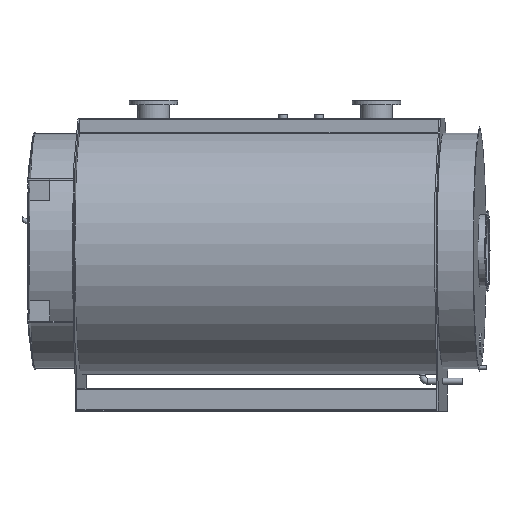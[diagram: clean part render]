
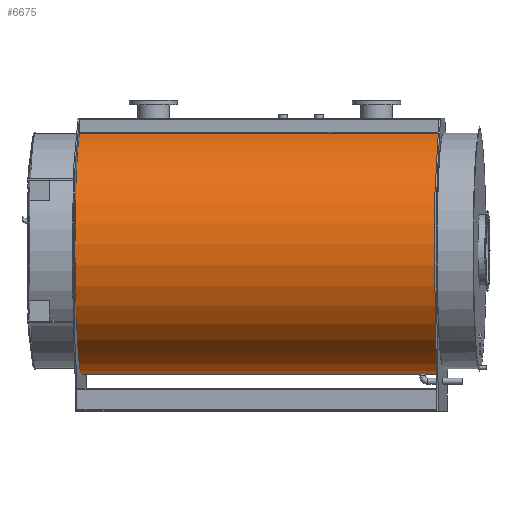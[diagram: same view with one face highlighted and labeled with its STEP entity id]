
A CAD part, top view. The second image highlights one B-rep face of the part: STEP entity #6675.
In plain terms, the highlighted cylindrical face has radius 860 mm (diameter 1720 mm), a partial arc.
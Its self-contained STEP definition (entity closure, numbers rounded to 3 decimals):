
#172=CYLINDRICAL_SURFACE('',#7204,860.);
#307=CIRCLE('',#7042,860.);
#355=CIRCLE('',#7138,860.);
#696=FACE_OUTER_BOUND('',#1032,.T.);
#1032=EDGE_LOOP('',(#4928,#4929,#4930,#4931));
#1534=LINE('',#10633,#2181);
#1535=LINE('',#10635,#2182);
#2181=VECTOR('',#8293,10.);
#2182=VECTOR('',#8296,10.);
#2644=VERTEX_POINT('',#9746);
#2645=VERTEX_POINT('',#9748);
#2793=VERTEX_POINT('',#10431);
#2794=VERTEX_POINT('',#10433);
#3340=EDGE_CURVE('',#2645,#2644,#307,.T.);
#3543=EDGE_CURVE('',#2794,#2793,#355,.T.);
#3635=EDGE_CURVE('',#2644,#2794,#1534,.T.);
#3636=EDGE_CURVE('',#2793,#2645,#1535,.T.);
#4928=ORIENTED_EDGE('',*,*,#3340,.T.);
#4929=ORIENTED_EDGE('',*,*,#3635,.T.);
#4930=ORIENTED_EDGE('',*,*,#3543,.T.);
#4931=ORIENTED_EDGE('',*,*,#3636,.T.);
#6675=ADVANCED_FACE('',(#696),#172,.T.);
#7042=AXIS2_PLACEMENT_3D('',#9749,#7766,#7767);
#7138=AXIS2_PLACEMENT_3D('',#10434,#8096,#8097);
#7204=AXIS2_PLACEMENT_3D('',#10634,#8294,#8295);
#7766=DIRECTION('center_axis',(-1.,0.,0.));
#7767=DIRECTION('ref_axis',(0.,1.,0.));
#8096=DIRECTION('center_axis',(1.,0.,0.));
#8097=DIRECTION('ref_axis',(0.,1.,0.));
#8293=DIRECTION('',(-1.,0.,0.));
#8294=DIRECTION('center_axis',(1.,0.,0.));
#8295=DIRECTION('ref_axis',(0.,-1.,0.));
#8296=DIRECTION('',(1.,0.,0.));
#9746=CARTESIAN_POINT('',(2510.,817.,268.535));
#9748=CARTESIAN_POINT('',(2510.,817.,-268.535));
#9749=CARTESIAN_POINT('Origin',(2510.,0.,0.));
#10431=CARTESIAN_POINT('',(10.,817.,-268.535));
#10433=CARTESIAN_POINT('',(10.,817.,268.535));
#10434=CARTESIAN_POINT('Origin',(10.,0.,0.));
#10633=CARTESIAN_POINT('',(0.,817.,268.535));
#10634=CARTESIAN_POINT('Origin',(0.,0.,0.));
#10635=CARTESIAN_POINT('',(0.,817.,-268.535));
